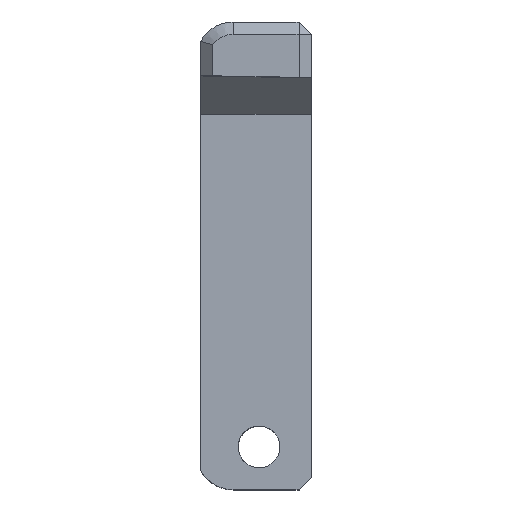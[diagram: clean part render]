
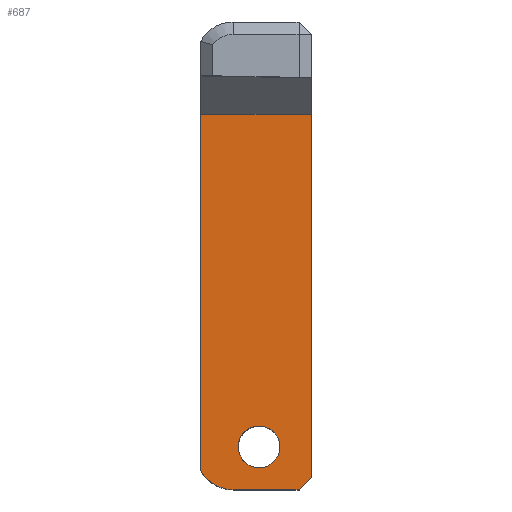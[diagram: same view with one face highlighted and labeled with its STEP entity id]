
A CAD part, top view. The second image highlights one B-rep face of the part: STEP entity #687.
In plain terms, the highlighted planar face has unit normal (-0.018, 0, 1).
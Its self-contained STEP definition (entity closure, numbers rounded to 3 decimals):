
#15=ELLIPSE('',#742,1.7,1.7);
#17=ELLIPSE('',#751,3.001,3.);
#20=FACE_BOUND('',#116,.T.);
#74=FACE_OUTER_BOUND('',#115,.T.);
#115=EDGE_LOOP('',(#597,#598,#599,#600,#601,#602));
#116=EDGE_LOOP('',(#603));
#145=LINE('',#999,#224);
#157=LINE('',#1050,#236);
#163=LINE('',#1062,#242);
#170=LINE('',#1079,#249);
#199=LINE('',#1147,#278);
#224=VECTOR('',#799,10.);
#236=VECTOR('',#827,10.);
#242=VECTOR('',#835,10.);
#249=VECTOR('',#850,10.);
#278=VECTOR('',#931,10.);
#300=VERTEX_POINT('',#996);
#301=VERTEX_POINT('',#998);
#312=VERTEX_POINT('',#1047);
#313=VERTEX_POINT('',#1049);
#318=VERTEX_POINT('',#1061);
#324=VERTEX_POINT('',#1078);
#334=VERTEX_POINT('',#1128);
#363=EDGE_CURVE('',#301,#300,#145,.T.);
#380=EDGE_CURVE('',#313,#312,#157,.T.);
#386=EDGE_CURVE('',#313,#318,#163,.T.);
#395=EDGE_CURVE('',#324,#318,#170,.T.);
#421=EDGE_CURVE('',#334,#334,#15,.T.);
#428=EDGE_CURVE('',#300,#324,#17,.T.);
#429=EDGE_CURVE('',#312,#301,#199,.T.);
#597=ORIENTED_EDGE('',*,*,#386,.F.);
#598=ORIENTED_EDGE('',*,*,#380,.T.);
#599=ORIENTED_EDGE('',*,*,#429,.T.);
#600=ORIENTED_EDGE('',*,*,#363,.T.);
#601=ORIENTED_EDGE('',*,*,#428,.T.);
#602=ORIENTED_EDGE('',*,*,#395,.T.);
#603=ORIENTED_EDGE('',*,*,#421,.T.);
#648=PLANE('',#753);
#687=ADVANCED_FACE('',(#74,#20),#648,.F.);
#742=AXIS2_PLACEMENT_3D('',#1130,#906,#907);
#751=AXIS2_PLACEMENT_3D('',#1145,#927,#928);
#753=AXIS2_PLACEMENT_3D('',#1149,#933,#934);
#799=DIRECTION('',(0.,-1.,0.));
#827=DIRECTION('',(0.,1.,0.));
#835=DIRECTION('',(-0.707,-0.707,-0.012));
#850=DIRECTION('',(1.,0.,0.017));
#906=DIRECTION('center_axis',(0.017,0.,
-1.));
#907=DIRECTION('ref_axis',(-1.,0.,-0.017));
#927=DIRECTION('center_axis',(-0.017,0.,
1.));
#928=DIRECTION('ref_axis',(-1.,0.,-0.017));
#931=DIRECTION('',(-1.,0.007,-0.017));
#933=DIRECTION('center_axis',(0.017,0.,
-1.));
#934=DIRECTION('ref_axis',(-1.,0.,-0.017));
#996=CARTESIAN_POINT('',(72.369,-254.606,32.891));
#998=CARTESIAN_POINT('',(72.369,-225.643,32.891));
#999=CARTESIAN_POINT('',(72.369,-230.958,32.891));
#1047=CARTESIAN_POINT('',(81.369,-225.708,33.048));
#1049=CARTESIAN_POINT('',(81.369,-255.186,33.048));
#1050=CARTESIAN_POINT('',(81.369,-247.776,33.048));
#1061=CARTESIAN_POINT('',(80.369,-256.186,33.03));
#1062=CARTESIAN_POINT('',(83.903,-252.651,33.092));
#1078=CARTESIAN_POINT('',(75.012,-256.186,32.937));
#1079=CARTESIAN_POINT('',(74.597,-256.186,32.93));
#1128=CARTESIAN_POINT('',(78.819,-252.71,33.003));
#1130=CARTESIAN_POINT('Origin',(77.119,-252.71,32.974));
#1145=CARTESIAN_POINT('Origin',(75.011,-253.185,32.937));
#1147=CARTESIAN_POINT('',(76.926,-225.676,32.97));
#1149=CARTESIAN_POINT('Origin',(76.869,-239.367,32.969));
